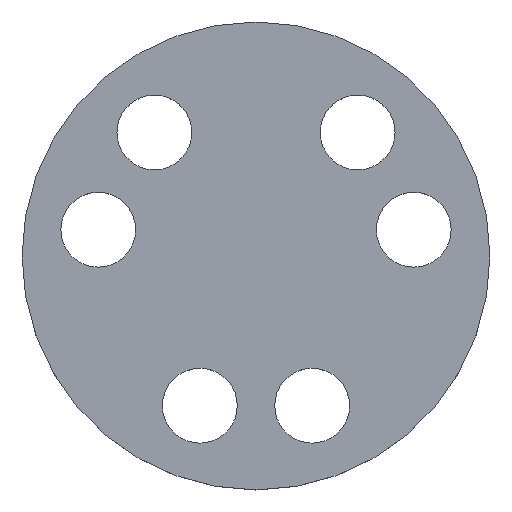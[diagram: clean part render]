
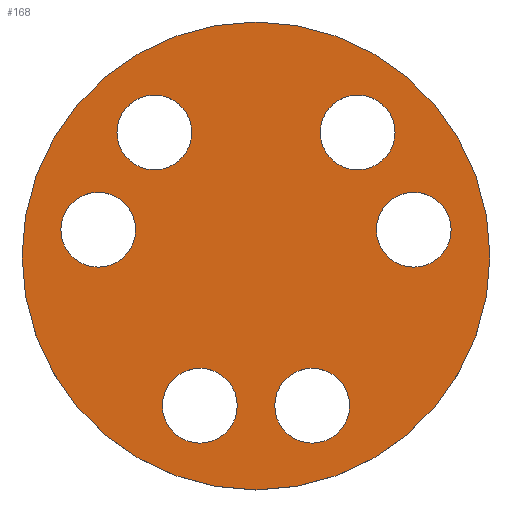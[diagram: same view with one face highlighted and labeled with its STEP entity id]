
A CAD part, top view. The second image highlights one B-rep face of the part: STEP entity #168.
In plain terms, the highlighted planar face has unit normal (0, 0, 1).
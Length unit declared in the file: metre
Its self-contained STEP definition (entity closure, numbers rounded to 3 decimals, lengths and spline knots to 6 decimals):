
#28=ORIENTED_EDGE('',*,*,#60,.T.);
#29=ORIENTED_EDGE('',*,*,#61,.F.);
#30=ORIENTED_EDGE('',*,*,#62,.T.);
#31=ORIENTED_EDGE('',*,*,#63,.T.);
#32=ORIENTED_EDGE('',*,*,#64,.F.);
#33=ORIENTED_EDGE('',*,*,#65,.T.);
#34=ORIENTED_EDGE('',*,*,#66,.F.);
#60=EDGE_CURVE('',#76,#76,#92,.T.);
#61=EDGE_CURVE('',#77,#77,#93,.T.);
#62=EDGE_CURVE('',#78,#78,#94,.T.);
#63=EDGE_CURVE('',#79,#79,#95,.T.);
#64=EDGE_CURVE('',#80,#80,#96,.T.);
#65=EDGE_CURVE('',#81,#81,#97,.T.);
#66=EDGE_CURVE('',#82,#82,#98,.T.);
#76=VERTEX_POINT('',#294);
#77=VERTEX_POINT('',#296);
#78=VERTEX_POINT('',#298);
#79=VERTEX_POINT('',#300);
#80=VERTEX_POINT('',#302);
#81=VERTEX_POINT('',#304);
#82=VERTEX_POINT('',#306);
#92=CIRCLE('',#201,0.002);
#93=CIRCLE('',#202,0.002);
#94=CIRCLE('',#203,0.0125);
#95=CIRCLE('',#204,0.002);
#96=CIRCLE('',#205,0.002);
#97=CIRCLE('',#206,0.002);
#98=CIRCLE('',#207,0.002);
#108=EDGE_LOOP('',(#28));
#109=EDGE_LOOP('',(#29));
#110=EDGE_LOOP('',(#30));
#111=EDGE_LOOP('',(#31));
#112=EDGE_LOOP('',(#32));
#113=EDGE_LOOP('',(#33));
#114=EDGE_LOOP('',(#34));
#140=FACE_BOUND('',#108,.T.);
#141=FACE_BOUND('',#109,.T.);
#142=FACE_BOUND('',#110,.T.);
#143=FACE_BOUND('',#111,.T.);
#144=FACE_BOUND('',#112,.T.);
#145=FACE_BOUND('',#113,.T.);
#146=FACE_BOUND('',#114,.T.);
#165=PLANE('',#200);
#168=ADVANCED_FACE('',(#140,#141,#142,#143,#144,#145,#146),#165,.T.);
#200=AXIS2_PLACEMENT_3D('',#292,#238,#239);
#201=AXIS2_PLACEMENT_3D('',#293,#240,#241);
#202=AXIS2_PLACEMENT_3D('',#295,#242,#243);
#203=AXIS2_PLACEMENT_3D('',#297,#244,#245);
#204=AXIS2_PLACEMENT_3D('',#299,#246,#247);
#205=AXIS2_PLACEMENT_3D('',#301,#248,#249);
#206=AXIS2_PLACEMENT_3D('',#303,#250,#251);
#207=AXIS2_PLACEMENT_3D('',#305,#252,#253);
#238=DIRECTION('',(0.,0.,1.));
#239=DIRECTION('',(1.,0.,0.));
#240=DIRECTION('',(0.,0.,-1.));
#241=DIRECTION('',(-1.,0.,0.));
#242=DIRECTION('',(0.,0.,1.));
#243=DIRECTION('',(-1.,0.,0.));
#244=DIRECTION('',(0.,0.,1.));
#245=DIRECTION('',(1.,0.,0.));
#246=DIRECTION('',(0.,0.,-1.));
#247=DIRECTION('',(-1.,0.,0.));
#248=DIRECTION('',(0.,0.,1.));
#249=DIRECTION('',(-1.,0.,0.));
#250=DIRECTION('',(0.,0.,-1.));
#251=DIRECTION('',(-1.,0.,0.));
#252=DIRECTION('',(0.,0.,1.));
#253=DIRECTION('',(-1.,0.,0.));
#292=CARTESIAN_POINT('',(-0.050013,-0.036289,0.));
#293=CARTESIAN_POINT('',(-0.041585,-0.034888,0.));
#294=CARTESIAN_POINT('',(-0.043585,-0.034888,0.));
#295=CARTESIAN_POINT('',(-0.047013,-0.044289,0.));
#296=CARTESIAN_POINT('',(-0.049013,-0.044289,0.));
#297=CARTESIAN_POINT('',(-0.050013,-0.036289,0.));
#298=CARTESIAN_POINT('',(-0.037513,-0.036289,0.));
#299=CARTESIAN_POINT('',(-0.053013,-0.044289,0.));
#300=CARTESIAN_POINT('',(-0.055013,-0.044289,0.));
#301=CARTESIAN_POINT('',(-0.044585,-0.029691,0.));
#302=CARTESIAN_POINT('',(-0.046585,-0.029691,0.));
#303=CARTESIAN_POINT('',(-0.055441,-0.029691,0.));
#304=CARTESIAN_POINT('',(-0.057441,-0.029691,0.));
#305=CARTESIAN_POINT('',(-0.058441,-0.034888,0.));
#306=CARTESIAN_POINT('',(-0.060441,-0.034888,0.));
